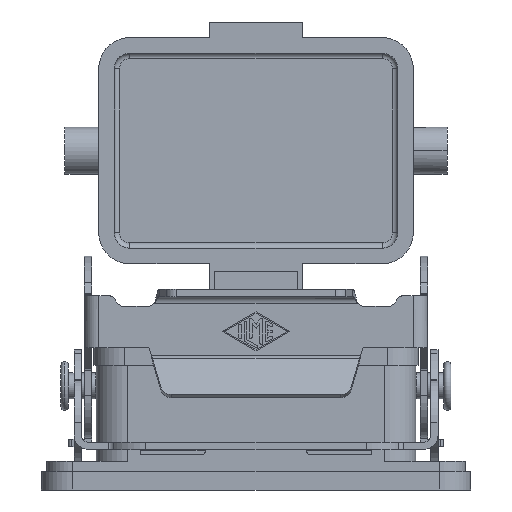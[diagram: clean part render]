
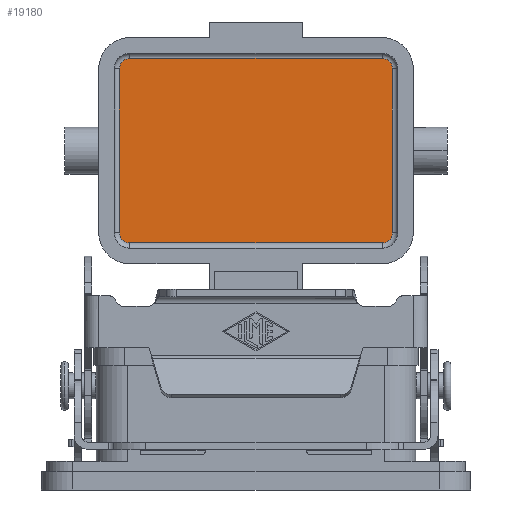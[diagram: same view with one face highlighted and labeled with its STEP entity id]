
A CAD part, front view. The second image highlights one B-rep face of the part: STEP entity #19180.
In plain terms, the highlighted planar face has unit normal (0, -1, 0).
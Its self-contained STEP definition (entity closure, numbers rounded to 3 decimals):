
#18430=CARTESIAN_POINT('',(0.,45.25,45.25));
#18440=DIRECTION('',(0.,1.,0.));
#18450=DIRECTION('',(0.,0.,1.));
#18460=AXIS2_PLACEMENT_3D('',#18430,#18440,#18450);
#18470=PLANE('',#18460);
#18480=CARTESIAN_POINT('',(-24.25,45.25,63.));
#18490=DIRECTION('',(1.,0.,0.));
#18500=VECTOR('',#18490,48.5);
#18510=LINE('',#18480,#18500);
#18520=CARTESIAN_POINT('',(-24.25,45.25,63.));
#18530=VERTEX_POINT('',#18520);
#18540=CARTESIAN_POINT('',(24.25,45.25,63.));
#18550=VERTEX_POINT('',#18540);
#18560=EDGE_CURVE('',#18530,#18550,#18510,.T.);
#18570=ORIENTED_EDGE('',*,*,#18560,.F.);
#18580=CARTESIAN_POINT('',(24.25,45.25,61.));
#18590=DIRECTION('',(0.,1.,0.));
#18600=DIRECTION('',(0.707,0.,
0.707));
#18610=AXIS2_PLACEMENT_3D('',#18580,#18590,#18600);
#18620=CIRCLE('',#18610,2.);
#18630=CARTESIAN_POINT('',(26.25,45.25,61.));
#18640=VERTEX_POINT('',#18630);
#18650=EDGE_CURVE('',#18550,#18640,#18620,.T.);
#18660=ORIENTED_EDGE('',*,*,#18650,.F.);
#18670=CARTESIAN_POINT('',(26.25,45.25,61.));
#18680=DIRECTION('',(0.,0.,-1.));
#18690=VECTOR('',#18680,31.5);
#18700=LINE('',#18670,#18690);
#18710=CARTESIAN_POINT('',(26.25,45.25,29.5));
#18720=VERTEX_POINT('',#18710);
#18730=EDGE_CURVE('',#18640,#18720,#18700,.T.);
#18740=ORIENTED_EDGE('',*,*,#18730,.F.);
#18750=CARTESIAN_POINT('',(24.25,45.25,29.5));
#18760=DIRECTION('',(0.,1.,0.));
#18770=DIRECTION('',(0.707,0.,
-0.707));
#18780=AXIS2_PLACEMENT_3D('',#18750,#18760,#18770);
#18790=CIRCLE('',#18780,2.);
#18800=CARTESIAN_POINT('',(24.25,45.25,27.5));
#18810=VERTEX_POINT('',#18800);
#18820=EDGE_CURVE('',#18720,#18810,#18790,.T.);
#18830=ORIENTED_EDGE('',*,*,#18820,.F.);
#18840=CARTESIAN_POINT('',(24.25,45.25,27.5));
#18850=DIRECTION('',(-1.,0.,0.));
#18860=VECTOR('',#18850,48.5);
#18870=LINE('',#18840,#18860);
#18880=CARTESIAN_POINT('',(-24.25,45.25,27.5));
#18890=VERTEX_POINT('',#18880);
#18900=EDGE_CURVE('',#18810,#18890,#18870,.T.);
#18910=ORIENTED_EDGE('',*,*,#18900,.F.);
#18920=CARTESIAN_POINT('',(-24.25,45.25,29.5));
#18930=DIRECTION('',(0.,1.,0.));
#18940=DIRECTION('',(-0.707,0.,
-0.707));
#18950=AXIS2_PLACEMENT_3D('',#18920,#18930,#18940);
#18960=CIRCLE('',#18950,2.);
#18970=CARTESIAN_POINT('',(-26.25,45.25,29.5));
#18980=VERTEX_POINT('',#18970);
#18990=EDGE_CURVE('',#18890,#18980,#18960,.T.);
#19000=ORIENTED_EDGE('',*,*,#18990,.F.);
#19010=CARTESIAN_POINT('',(-26.25,45.25,29.5));
#19020=DIRECTION('',(0.,0.,1.));
#19030=VECTOR('',#19020,31.5);
#19040=LINE('',#19010,#19030);
#19050=CARTESIAN_POINT('',(-26.25,45.25,61.));
#19060=VERTEX_POINT('',#19050);
#19070=EDGE_CURVE('',#18980,#19060,#19040,.T.);
#19080=ORIENTED_EDGE('',*,*,#19070,.F.);
#19090=CARTESIAN_POINT('',(-24.25,45.25,61.));
#19100=DIRECTION('',(0.,1.,0.));
#19110=DIRECTION('',(-0.707,0.,
0.707));
#19120=AXIS2_PLACEMENT_3D('',#19090,#19100,#19110);
#19130=CIRCLE('',#19120,2.);
#19140=EDGE_CURVE('',#19060,#18530,#19130,.T.);
#19150=ORIENTED_EDGE('',*,*,#19140,.F.);
#19160=EDGE_LOOP('',(#19150,#19080,#19000,#18910,#18830,#18740,#18660,
#18570));
#19170=FACE_OUTER_BOUND('',#19160,.T.);
#19180=ADVANCED_FACE('',(#19170),#18470,.F.);
